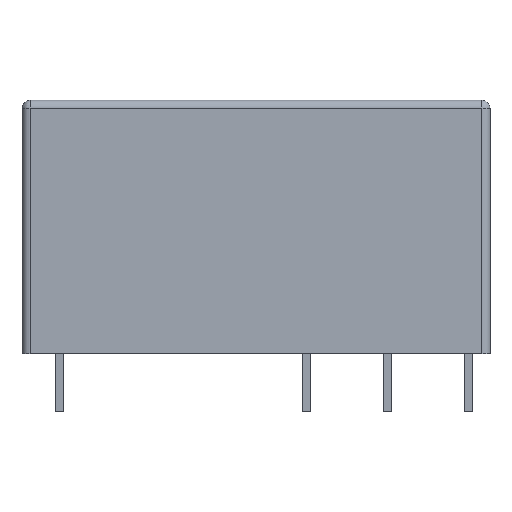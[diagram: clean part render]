
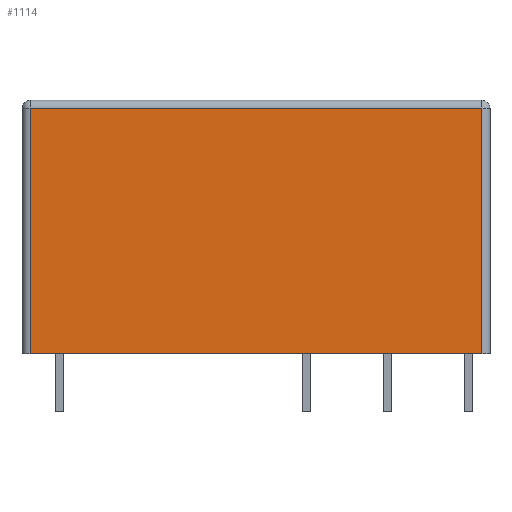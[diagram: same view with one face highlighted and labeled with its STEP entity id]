
A CAD part, front view. The second image highlights one B-rep face of the part: STEP entity #1114.
In plain terms, the highlighted planar face has unit normal (0, -1, 0).
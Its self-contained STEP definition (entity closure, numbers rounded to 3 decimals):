
#130=FACE_OUTER_BOUND('',#202,.T.);
#202=EDGE_LOOP('',(#961,#962,#963,#964));
#311=LINE('',#1776,#439);
#313=LINE('',#1782,#441);
#320=LINE('',#1798,#448);
#323=LINE('',#1805,#451);
#439=VECTOR('',#1462,1.);
#441=VECTOR('',#1468,1.);
#448=VECTOR('',#1485,1.);
#451=VECTOR('',#1496,1.);
#529=VERTEX_POINT('',#1736);
#535=VERTEX_POINT('',#1750);
#544=VERTEX_POINT('',#1780);
#547=VERTEX_POINT('',#1794);
#672=EDGE_CURVE('',#535,#529,#311,.T.);
#675=EDGE_CURVE('',#544,#535,#313,.T.);
#684=EDGE_CURVE('',#529,#547,#320,.T.);
#687=EDGE_CURVE('',#544,#547,#323,.T.);
#961=ORIENTED_EDGE('',*,*,#675,.F.);
#962=ORIENTED_EDGE('',*,*,#687,.T.);
#963=ORIENTED_EDGE('',*,*,#684,.F.);
#964=ORIENTED_EDGE('',*,*,#672,.F.);
#1042=PLANE('',#1213);
#1114=ADVANCED_FACE('',(#130),#1042,.T.);
#1213=AXIS2_PLACEMENT_3D('',#1808,#1500,#1501);
#1462=DIRECTION('',(1.,0.,0.));
#1468=DIRECTION('',(0.,0.,1.));
#1485=DIRECTION('',(0.,0.,-1.));
#1496=DIRECTION('',(1.,0.,0.));
#1500=DIRECTION('center_axis',(0.,-1.,0.));
#1501=DIRECTION('ref_axis',(0.,0.,-1.));
#1736=CARTESIAN_POINT('',(14.,-6.35,15.2));
#1750=CARTESIAN_POINT('',(-14.,-6.35,15.2));
#1776=CARTESIAN_POINT('',(0.,-6.35,15.2));
#1780=CARTESIAN_POINT('',(-14.,-6.35,0.));
#1782=CARTESIAN_POINT('',(-14.,-6.35,7.85));
#1794=CARTESIAN_POINT('',(14.,-6.35,0.));
#1798=CARTESIAN_POINT('',(14.,-6.35,7.85));
#1805=CARTESIAN_POINT('',(0.,-6.35,0.));
#1808=CARTESIAN_POINT('Origin',(0.,-6.35,7.85));
